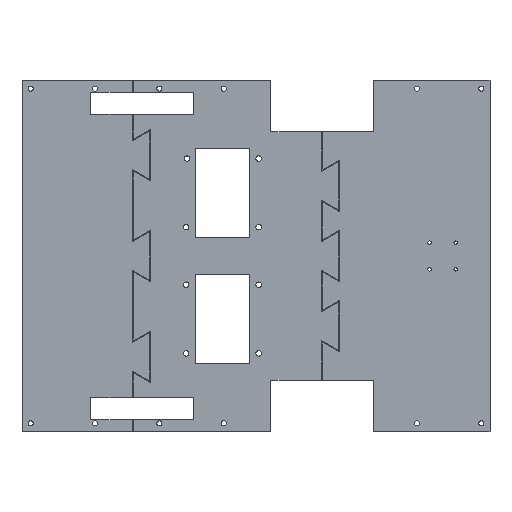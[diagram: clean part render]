
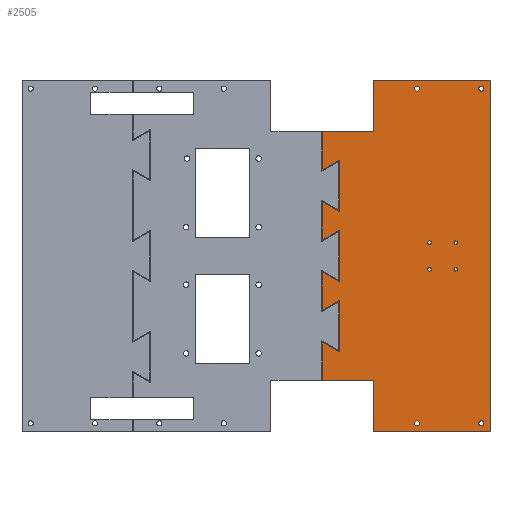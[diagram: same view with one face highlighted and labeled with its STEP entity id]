
A CAD part, top view. The second image highlights one B-rep face of the part: STEP entity #2505.
In plain terms, the highlighted planar face has unit normal (0, 0, 1).
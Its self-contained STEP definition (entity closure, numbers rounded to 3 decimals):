
#67=FACE_BOUND('',#412,.T.);
#68=FACE_BOUND('',#413,.T.);
#69=FACE_BOUND('',#414,.T.);
#70=FACE_BOUND('',#415,.T.);
#71=FACE_BOUND('',#416,.T.);
#72=FACE_BOUND('',#417,.T.);
#73=FACE_BOUND('',#418,.T.);
#74=FACE_BOUND('',#419,.T.);
#143=PLANE('',#2708);
#261=FACE_OUTER_BOUND('',#411,.T.);
#411=EDGE_LOOP('',(#2113,#2114,#2115,#2116,#2117,#2118,#2119,#2120,#2121,
#2122,#2123,#2124,#2125,#2126,#2127,#2128,#2129,#2130,#2131,#2132));
#412=EDGE_LOOP('',(#2133));
#413=EDGE_LOOP('',(#2134));
#414=EDGE_LOOP('',(#2135));
#415=EDGE_LOOP('',(#2136));
#416=EDGE_LOOP('',(#2137));
#417=EDGE_LOOP('',(#2138));
#418=EDGE_LOOP('',(#2139));
#419=EDGE_LOOP('',(#2140));
#651=LINE('',#3850,#951);
#656=LINE('',#3860,#956);
#657=LINE('',#3863,#957);
#658=LINE('',#3865,#958);
#659=LINE('',#3867,#959);
#660=LINE('',#3869,#960);
#661=LINE('',#3871,#961);
#662=LINE('',#3873,#962);
#663=LINE('',#3875,#963);
#664=LINE('',#3877,#964);
#665=LINE('',#3879,#965);
#666=LINE('',#3881,#966);
#667=LINE('',#3883,#967);
#668=LINE('',#3885,#968);
#669=LINE('',#3886,#969);
#670=LINE('',#3888,#970);
#671=LINE('',#3890,#971);
#672=LINE('',#3892,#972);
#673=LINE('',#3894,#973);
#674=LINE('',#3895,#974);
#951=VECTOR('',#3167,1000.);
#956=VECTOR('',#3174,1000.);
#957=VECTOR('',#3177,1000.);
#958=VECTOR('',#3178,1000.);
#959=VECTOR('',#3179,1000.);
#960=VECTOR('',#3180,1000.);
#961=VECTOR('',#3181,1000.);
#962=VECTOR('',#3182,1000.);
#963=VECTOR('',#3183,1000.);
#964=VECTOR('',#3184,1000.);
#965=VECTOR('',#3185,1000.);
#966=VECTOR('',#3186,1000.);
#967=VECTOR('',#3187,1000.);
#968=VECTOR('',#3188,1000.);
#969=VECTOR('',#3189,1000.);
#970=VECTOR('',#3190,1000.);
#971=VECTOR('',#3191,1000.);
#972=VECTOR('',#3192,1000.);
#973=VECTOR('',#3193,1000.);
#974=VECTOR('',#3194,1000.);
#1109=CIRCLE('',#2683,1.5);
#1111=CIRCLE('',#2686,1.5);
#1113=CIRCLE('',#2689,1.5);
#1115=CIRCLE('',#2692,1.5);
#1117=CIRCLE('',#2695,1.);
#1119=CIRCLE('',#2698,1.);
#1121=CIRCLE('',#2701,1.);
#1123=CIRCLE('',#2704,1.);
#1253=VERTEX_POINT('',#3796);
#1255=VERTEX_POINT('',#3802);
#1257=VERTEX_POINT('',#3808);
#1259=VERTEX_POINT('',#3814);
#1261=VERTEX_POINT('',#3820);
#1263=VERTEX_POINT('',#3826);
#1265=VERTEX_POINT('',#3832);
#1267=VERTEX_POINT('',#3838);
#1271=VERTEX_POINT('',#3847);
#1272=VERTEX_POINT('',#3849);
#1274=VERTEX_POINT('',#3854);
#1276=VERTEX_POINT('',#3858);
#1277=VERTEX_POINT('',#3862);
#1278=VERTEX_POINT('',#3864);
#1279=VERTEX_POINT('',#3866);
#1280=VERTEX_POINT('',#3868);
#1281=VERTEX_POINT('',#3870);
#1282=VERTEX_POINT('',#3872);
#1283=VERTEX_POINT('',#3874);
#1284=VERTEX_POINT('',#3876);
#1285=VERTEX_POINT('',#3878);
#1286=VERTEX_POINT('',#3880);
#1287=VERTEX_POINT('',#3882);
#1288=VERTEX_POINT('',#3884);
#1289=VERTEX_POINT('',#3887);
#1290=VERTEX_POINT('',#3889);
#1291=VERTEX_POINT('',#3891);
#1292=VERTEX_POINT('',#3893);
#1545=EDGE_CURVE('',#1253,#1253,#1109,.T.);
#1548=EDGE_CURVE('',#1255,#1255,#1111,.T.);
#1551=EDGE_CURVE('',#1257,#1257,#1113,.T.);
#1554=EDGE_CURVE('',#1259,#1259,#1115,.T.);
#1557=EDGE_CURVE('',#1261,#1261,#1117,.T.);
#1560=EDGE_CURVE('',#1263,#1263,#1119,.T.);
#1563=EDGE_CURVE('',#1265,#1265,#1121,.T.);
#1566=EDGE_CURVE('',#1267,#1267,#1123,.T.);
#1571=EDGE_CURVE('',#1271,#1272,#651,.T.);
#1576=EDGE_CURVE('',#1274,#1276,#656,.T.);
#1577=EDGE_CURVE('',#1271,#1277,#657,.T.);
#1578=EDGE_CURVE('',#1277,#1278,#658,.T.);
#1579=EDGE_CURVE('',#1278,#1279,#659,.T.);
#1580=EDGE_CURVE('',#1279,#1280,#660,.T.);
#1581=EDGE_CURVE('',#1280,#1281,#661,.T.);
#1582=EDGE_CURVE('',#1281,#1282,#662,.T.);
#1583=EDGE_CURVE('',#1282,#1283,#663,.T.);
#1584=EDGE_CURVE('',#1283,#1284,#664,.T.);
#1585=EDGE_CURVE('',#1284,#1285,#665,.T.);
#1586=EDGE_CURVE('',#1285,#1286,#666,.T.);
#1587=EDGE_CURVE('',#1286,#1287,#667,.T.);
#1588=EDGE_CURVE('',#1287,#1288,#668,.T.);
#1589=EDGE_CURVE('',#1288,#1274,#669,.T.);
#1590=EDGE_CURVE('',#1276,#1289,#670,.T.);
#1591=EDGE_CURVE('',#1290,#1289,#671,.T.);
#1592=EDGE_CURVE('',#1290,#1291,#672,.T.);
#1593=EDGE_CURVE('',#1291,#1292,#673,.T.);
#1594=EDGE_CURVE('',#1272,#1292,#674,.T.);
#2113=ORIENTED_EDGE('',*,*,#1571,.F.);
#2114=ORIENTED_EDGE('',*,*,#1577,.T.);
#2115=ORIENTED_EDGE('',*,*,#1578,.T.);
#2116=ORIENTED_EDGE('',*,*,#1579,.T.);
#2117=ORIENTED_EDGE('',*,*,#1580,.T.);
#2118=ORIENTED_EDGE('',*,*,#1581,.T.);
#2119=ORIENTED_EDGE('',*,*,#1582,.T.);
#2120=ORIENTED_EDGE('',*,*,#1583,.T.);
#2121=ORIENTED_EDGE('',*,*,#1584,.T.);
#2122=ORIENTED_EDGE('',*,*,#1585,.T.);
#2123=ORIENTED_EDGE('',*,*,#1586,.T.);
#2124=ORIENTED_EDGE('',*,*,#1587,.T.);
#2125=ORIENTED_EDGE('',*,*,#1588,.T.);
#2126=ORIENTED_EDGE('',*,*,#1589,.T.);
#2127=ORIENTED_EDGE('',*,*,#1576,.T.);
#2128=ORIENTED_EDGE('',*,*,#1590,.T.);
#2129=ORIENTED_EDGE('',*,*,#1591,.F.);
#2130=ORIENTED_EDGE('',*,*,#1592,.T.);
#2131=ORIENTED_EDGE('',*,*,#1593,.T.);
#2132=ORIENTED_EDGE('',*,*,#1594,.F.);
#2133=ORIENTED_EDGE('',*,*,#1545,.F.);
#2134=ORIENTED_EDGE('',*,*,#1548,.F.);
#2135=ORIENTED_EDGE('',*,*,#1551,.F.);
#2136=ORIENTED_EDGE('',*,*,#1554,.F.);
#2137=ORIENTED_EDGE('',*,*,#1557,.F.);
#2138=ORIENTED_EDGE('',*,*,#1560,.F.);
#2139=ORIENTED_EDGE('',*,*,#1563,.F.);
#2140=ORIENTED_EDGE('',*,*,#1566,.F.);
#2505=ADVANCED_FACE('',(#261,#67,#68,#69,#70,#71,#72,#73,#74),#143,.T.);
#2683=AXIS2_PLACEMENT_3D('',#3797,#3109,#3110);
#2686=AXIS2_PLACEMENT_3D('',#3803,#3116,#3117);
#2689=AXIS2_PLACEMENT_3D('',#3809,#3123,#3124);
#2692=AXIS2_PLACEMENT_3D('',#3815,#3130,#3131);
#2695=AXIS2_PLACEMENT_3D('',#3821,#3137,#3138);
#2698=AXIS2_PLACEMENT_3D('',#3827,#3144,#3145);
#2701=AXIS2_PLACEMENT_3D('',#3833,#3151,#3152);
#2704=AXIS2_PLACEMENT_3D('',#3839,#3158,#3159);
#2708=AXIS2_PLACEMENT_3D('',#3861,#3175,#3176);
#3109=DIRECTION('center_axis',(0.,0.,1.));
#3110=DIRECTION('ref_axis',(1.,0.,0.));
#3116=DIRECTION('center_axis',(0.,0.,1.));
#3117=DIRECTION('ref_axis',(1.,0.,0.));
#3123=DIRECTION('center_axis',(0.,0.,1.));
#3124=DIRECTION('ref_axis',(1.,0.,0.));
#3130=DIRECTION('center_axis',(0.,0.,1.));
#3131=DIRECTION('ref_axis',(1.,0.,0.));
#3137=DIRECTION('center_axis',(0.,0.,1.));
#3138=DIRECTION('ref_axis',(1.,0.,0.));
#3144=DIRECTION('center_axis',(0.,0.,1.));
#3145=DIRECTION('ref_axis',(1.,0.,0.));
#3151=DIRECTION('center_axis',(0.,0.,1.));
#3152=DIRECTION('ref_axis',(1.,0.,0.));
#3158=DIRECTION('center_axis',(0.,0.,1.));
#3159=DIRECTION('ref_axis',(1.,0.,0.));
#3167=DIRECTION('',(1.,0.,0.));
#3174=DIRECTION('',(1.,0.,0.));
#3175=DIRECTION('center_axis',(0.,0.,1.));
#3176=DIRECTION('ref_axis',(1.,0.,0.));
#3177=DIRECTION('',(0.,-1.,0.));
#3178=DIRECTION('',(0.866,0.5,0.));
#3179=DIRECTION('',(0.,-1.,0.));
#3180=DIRECTION('',(-0.866,0.5,0.));
#3181=DIRECTION('',(0.,-1.,0.));
#3182=DIRECTION('',(0.866,0.5,0.));
#3183=DIRECTION('',(0.,-1.,0.));
#3184=DIRECTION('',(-0.866,0.5,0.));
#3185=DIRECTION('',(0.,-1.,0.));
#3186=DIRECTION('',(0.866,0.5,0.));
#3187=DIRECTION('',(0.,-1.,0.));
#3188=DIRECTION('',(-0.866,0.5,0.));
#3189=DIRECTION('',(0.,-1.,0.));
#3190=DIRECTION('',(0.,-1.,0.));
#3191=DIRECTION('',(-1.,0.,0.));
#3192=DIRECTION('',(0.,1.,0.));
#3193=DIRECTION('',(-1.,0.,0.));
#3194=DIRECTION('',(0.,1.,0.));
#3796=CARTESIAN_POINT('',(132.816,-97.5,5.));
#3797=CARTESIAN_POINT('Origin',(131.316,-97.5,5.));
#3802=CARTESIAN_POINT('',(132.816,97.5,5.));
#3803=CARTESIAN_POINT('Origin',(131.316,97.5,5.));
#3808=CARTESIAN_POINT('',(95.297,-97.5,5.));
#3809=CARTESIAN_POINT('Origin',(93.797,-97.5,5.));
#3814=CARTESIAN_POINT('',(95.297,97.5,5.));
#3815=CARTESIAN_POINT('Origin',(93.797,97.5,5.));
#3820=CARTESIAN_POINT('',(117.318,-7.765,5.));
#3821=CARTESIAN_POINT('Origin',(116.318,-7.765,5.));
#3826=CARTESIAN_POINT('',(102.109,-7.765,5.));
#3827=CARTESIAN_POINT('Origin',(101.109,-7.765,5.));
#3832=CARTESIAN_POINT('',(102.109,7.765,5.));
#3833=CARTESIAN_POINT('Origin',(101.109,7.765,5.));
#3838=CARTESIAN_POINT('',(117.318,7.765,5.));
#3839=CARTESIAN_POINT('Origin',(116.318,7.765,5.));
#3847=CARTESIAN_POINT('',(38.683,72.5,5.));
#3849=CARTESIAN_POINT('',(68.683,72.5,5.));
#3850=CARTESIAN_POINT('',(38.683,72.5,5.));
#3854=CARTESIAN_POINT('',(38.683,-72.5,5.));
#3858=CARTESIAN_POINT('',(68.683,-72.5,5.));
#3860=CARTESIAN_POINT('',(38.683,-72.5,5.));
#3861=CARTESIAN_POINT('Origin',(0.,0.,
5.));
#3862=CARTESIAN_POINT('',(38.683,50.09,5.));
#3863=CARTESIAN_POINT('',(38.683,61.295,5.));
#3864=CARTESIAN_POINT('',(48.683,55.863,5.));
#3865=CARTESIAN_POINT('',(43.683,52.976,5.));
#3866=CARTESIAN_POINT('',(48.683,25.863,5.));
#3867=CARTESIAN_POINT('',(48.683,40.863,5.));
#3868=CARTESIAN_POINT('',(38.683,31.637,5.));
#3869=CARTESIAN_POINT('',(43.683,28.75,5.));
#3870=CARTESIAN_POINT('',(38.683,9.226,5.));
#3871=CARTESIAN_POINT('',(38.683,20.432,5.));
#3872=CARTESIAN_POINT('',(48.683,15.,5.));
#3873=CARTESIAN_POINT('',(43.683,12.113,5.));
#3874=CARTESIAN_POINT('',(48.683,-15.,5.));
#3875=CARTESIAN_POINT('',(48.683,0.,5.));
#3876=CARTESIAN_POINT('',(38.683,-9.227,5.));
#3877=CARTESIAN_POINT('',(43.683,-12.113,5.));
#3878=CARTESIAN_POINT('',(38.683,-31.637,5.));
#3879=CARTESIAN_POINT('',(38.683,-20.432,5.));
#3880=CARTESIAN_POINT('',(48.683,-25.863,5.));
#3881=CARTESIAN_POINT('',(43.683,-28.75,5.));
#3882=CARTESIAN_POINT('',(48.683,-55.863,5.));
#3883=CARTESIAN_POINT('',(48.683,-40.863,5.));
#3884=CARTESIAN_POINT('',(38.683,-50.09,5.));
#3885=CARTESIAN_POINT('',(43.683,-52.977,5.));
#3886=CARTESIAN_POINT('',(38.683,-61.295,5.));
#3887=CARTESIAN_POINT('',(68.683,-102.5,5.));
#3888=CARTESIAN_POINT('',(68.683,-85.,5.));
#3889=CARTESIAN_POINT('',(136.318,-102.5,5.));
#3890=CARTESIAN_POINT('',(102.5,-102.5,5.));
#3891=CARTESIAN_POINT('',(136.318,102.5,5.));
#3892=CARTESIAN_POINT('',(136.318,0.,5.));
#3893=CARTESIAN_POINT('',(68.683,102.5,5.));
#3894=CARTESIAN_POINT('',(102.5,102.5,5.));
#3895=CARTESIAN_POINT('',(68.683,100.,5.));
